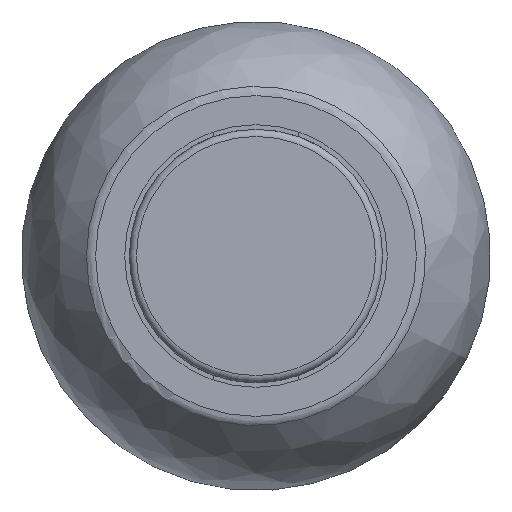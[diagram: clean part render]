
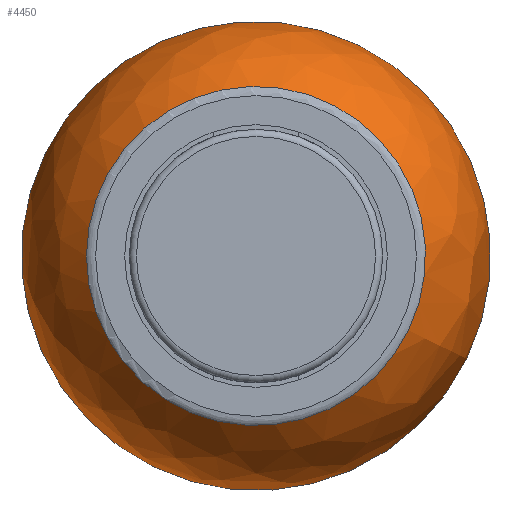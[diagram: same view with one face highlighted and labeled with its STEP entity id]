
A CAD part, front view. The second image highlights one B-rep face of the part: STEP entity #4450.
In plain terms, the highlighted free-form (B-spline) face has degree [2, 2] with [3, 9] control points.
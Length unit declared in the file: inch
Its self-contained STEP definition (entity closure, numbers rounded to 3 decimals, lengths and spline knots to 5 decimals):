
#4358=CARTESIAN_POINT('',(-0.14231,-0.43413,0.0));
#4359=VERTEX_POINT('',#4358);
#4360=CARTESIAN_POINT('',(0.0,-0.43413,0.0));
#4361=DIRECTION('',(0.0,-1.0,0.0));
#4362=DIRECTION('',(1.0,0.0,0.0));
#4363=AXIS2_PLACEMENT_3D('',#4360,#4361,#4362);
#4364=CIRCLE('',#4363,0.14231);
#4365=EDGE_CURVE('',#4359,#4359,#4364,.T.);
#4401=CARTESIAN_POINT('',(0.,-0.43413,-0.14231));
#4402=CARTESIAN_POINT('',(0.,-0.38703,-0.19685));
#4403=CARTESIAN_POINT('',(0.,-0.31496,-0.19685));
#4404=CARTESIAN_POINT('',(0.14231,-0.43413,-0.14231));
#4405=CARTESIAN_POINT('',(0.19685,-0.38703,-0.19685));
#4406=CARTESIAN_POINT('',(0.19685,-0.31496,-0.19685));
#4407=CARTESIAN_POINT('',(0.14231,-0.43413,0.));
#4408=CARTESIAN_POINT('',(0.19685,-0.38703,0.));
#4409=CARTESIAN_POINT('',(0.19685,-0.31496,0.));
#4410=CARTESIAN_POINT('',(0.14231,-0.43413,0.14231));
#4411=CARTESIAN_POINT('',(0.19685,-0.38703,0.19685));
#4412=CARTESIAN_POINT('',(0.19685,-0.31496,0.19685));
#4413=CARTESIAN_POINT('',(0.,-0.43413,0.14231));
#4414=CARTESIAN_POINT('',(0.,-0.38703,0.19685));
#4415=CARTESIAN_POINT('',(0.,-0.31496,0.19685));
#4416=CARTESIAN_POINT('',(-0.14231,-0.43413,0.14231));
#4417=CARTESIAN_POINT('',(-0.19685,-0.38703,0.19685));
#4418=CARTESIAN_POINT('',(-0.19685,-0.31496,0.19685));
#4419=CARTESIAN_POINT('',(-0.14231,-0.43413,0.));
#4420=CARTESIAN_POINT('',(-0.19685,-0.38703,0.));
#4421=CARTESIAN_POINT('',(-0.19685,-0.31496,0.));
#4422=CARTESIAN_POINT('',(-0.14231,-0.43413,-0.14231));
#4423=CARTESIAN_POINT('',(-0.19685,-0.38703,-0.19685));
#4424=CARTESIAN_POINT('',(-0.19685,-0.31496,-0.19685));
#4425=CARTESIAN_POINT('',(0.,-0.43413,-0.14231));
#4426=CARTESIAN_POINT('',(0.,-0.38703,-0.19685));
#4427=CARTESIAN_POINT('',(0.,-0.31496,-0.19685));
#4435=(BOUNDED_SURFACE()B_SPLINE_SURFACE(2,2,((#4401,#4404,#4407,#4410,#4413,#4416,#4419,#4422,#4425),(#4402,#4405,#4408,#4411,#4414,#4417,#4420,#4423,#4426),(#4403,#4406,#4409,#4412,#4415,#4418,#4421,#4424,#4427)),.UNSPECIFIED.,.F.,.T.,.U.)B_SPLINE_SURFACE_WITH_KNOTS((3,3),(3,2,2,2,3),(-0.85834,0.),(0.0,1.5708,3.14159,4.71239,6.28319),.UNSPECIFIED.)GEOMETRIC_REPRESENTATION_ITEM()RATIONAL_B_SPLINE_SURFACE(((1.0,0.707,1.0,0.707,1.0,0.707,1.0,0.707,1.0),(0.909,0.643,0.909,0.643,0.909,0.643,0.909,0.643,0.909),(1.0,0.707,1.0,0.707,1.0,0.707,1.0,0.707,1.0)))REPRESENTATION_ITEM('')SURFACE());
#4436=ORIENTED_EDGE('',*,*,#4365,.F.);
#4437=EDGE_LOOP('',(#4436));
#4438=FACE_OUTER_BOUND('',#4437,.T.);
#4439=CARTESIAN_POINT('',(0.17691,-0.31496,-0.08634));
#4440=VERTEX_POINT('',#4439);
#4441=CARTESIAN_POINT('',(0.0,-0.31496,0.0));
#4442=DIRECTION('',(0.0,1.0,0.0));
#4443=DIRECTION('',(-1.0,0.0,0.0));
#4444=AXIS2_PLACEMENT_3D('',#4441,#4442,#4443);
#4445=CIRCLE('',#4444,0.19685);
#4446=EDGE_CURVE('',#4440,#4440,#4445,.T.);
#4447=ORIENTED_EDGE('',*,*,#4446,.F.);
#4448=EDGE_LOOP('',(#4447));
#4449=FACE_BOUND('',#4448,.T.);
#4450=ADVANCED_FACE('',(#4438,#4449),#4435,.T.);
